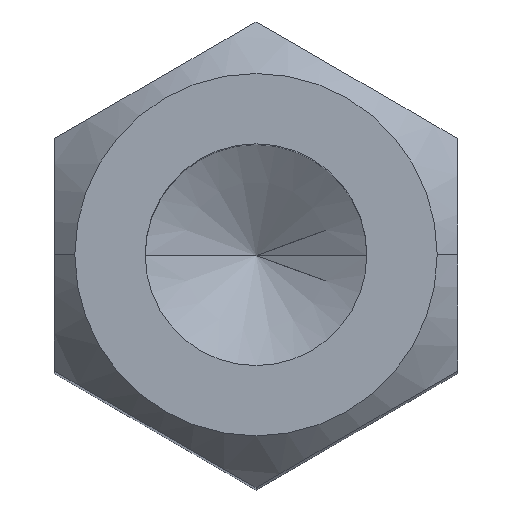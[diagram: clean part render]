
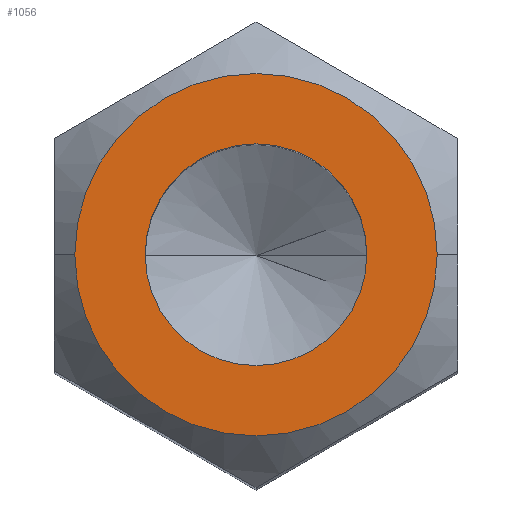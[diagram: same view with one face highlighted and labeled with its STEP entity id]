
A CAD part, top view. The second image highlights one B-rep face of the part: STEP entity #1056.
In plain terms, the highlighted planar face has unit normal (0, 0, 1).
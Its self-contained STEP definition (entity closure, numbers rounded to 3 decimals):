
#119 = AXIS2_PLACEMENT_3D ( 'NONE', #558, #2477, #832 ) ;
#139 = EDGE_CURVE ( 'NONE', #1051, #2155, #2717, .T. ) ;
#188 = DIRECTION ( 'NONE',  ( 1., 0., 0. ) ) ;
#290 = CARTESIAN_POINT ( 'NONE',  ( 0., 0., 11. ) ) ;
#343 = EDGE_CURVE ( 'NONE', #2199, #379, #2023, .T. ) ;
#379 = VERTEX_POINT ( 'NONE', #2773 ) ;
#546 = ORIENTED_EDGE ( 'NONE', *, *, #343, .F. ) ;
#558 = CARTESIAN_POINT ( 'NONE',  ( 0., 0., 11. ) ) ;
#563 = FACE_BOUND ( 'NONE', #1319, .T. ) ;
#571 = DIRECTION ( 'NONE',  ( 1., 0., 0. ) ) ;
#609 = CARTESIAN_POINT ( 'NONE',  ( 0., 0., 11. ) ) ;
#613 = CARTESIAN_POINT ( 'NONE',  ( 0., 0., 11. ) ) ;
#690 = CIRCLE ( 'NONE', #2664, 1.65 ) ;
#723 = ORIENTED_EDGE ( 'NONE', *, *, #3399, .F. ) ;
#832 = DIRECTION ( 'NONE',  ( 1., 0., 0. ) ) ;
#878 = DIRECTION ( 'NONE',  ( 1., 0., 0. ) ) ;
#882 = DIRECTION ( 'NONE',  ( 1., 0., 0. ) ) ;
#1051 = VERTEX_POINT ( 'NONE', #3485 ) ;
#1056 = ADVANCED_FACE ( 'NONE', ( #3497, #563 ), #1558, .T. ) ;
#1319 = EDGE_LOOP ( 'NONE', ( #723, #2986 ) ) ;
#1555 = EDGE_CURVE ( 'NONE', #379, #2199, #1877, .T. ) ;
#1558 = PLANE ( 'NONE',  #2652 ) ;
#1809 = CARTESIAN_POINT ( 'NONE',  ( -2.696, 0., 11. ) ) ;
#1832 = DIRECTION ( 'NONE',  ( 0., 0., 1. ) ) ;
#1877 = CIRCLE ( 'NONE', #2693, 2.696 ) ;
#2023 = CIRCLE ( 'NONE', #3068, 2.696 ) ;
#2155 = VERTEX_POINT ( 'NONE', #2906 ) ;
#2199 = VERTEX_POINT ( 'NONE', #1809 ) ;
#2210 = DIRECTION ( 'NONE',  ( 0., 0., -1. ) ) ;
#2477 = DIRECTION ( 'NONE',  ( 0., 0., 1. ) ) ;
#2527 = DIRECTION ( 'NONE',  ( 0., 0., 1. ) ) ;
#2532 = DIRECTION ( 'NONE',  ( 0., 0., -1. ) ) ;
#2652 = AXIS2_PLACEMENT_3D ( 'NONE', #2946, #1832, #188 ) ;
#2664 = AXIS2_PLACEMENT_3D ( 'NONE', #609, #2527, #878 ) ;
#2693 = AXIS2_PLACEMENT_3D ( 'NONE', #613, #2532, #882 ) ;
#2717 = CIRCLE ( 'NONE', #119, 1.65 ) ;
#2773 = CARTESIAN_POINT ( 'NONE',  ( 2.696, 0., 11. ) ) ;
#2906 = CARTESIAN_POINT ( 'NONE',  ( 1.65, 0., 11. ) ) ;
#2946 = CARTESIAN_POINT ( 'NONE',  ( 0., 0., 11. ) ) ;
#2986 = ORIENTED_EDGE ( 'NONE', *, *, #139, .F. ) ;
#3068 = AXIS2_PLACEMENT_3D ( 'NONE', #290, #2210, #571 ) ;
#3092 = EDGE_LOOP ( 'NONE', ( #3334, #546 ) ) ;
#3334 = ORIENTED_EDGE ( 'NONE', *, *, #1555, .F. ) ;
#3399 = EDGE_CURVE ( 'NONE', #2155, #1051, #690, .T. ) ;
#3485 = CARTESIAN_POINT ( 'NONE',  ( -1.65, 0., 11. ) ) ;
#3497 = FACE_OUTER_BOUND ( 'NONE', #3092, .T. ) ;
